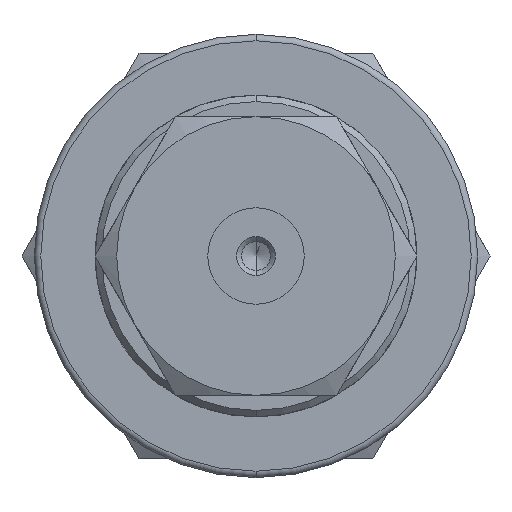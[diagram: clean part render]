
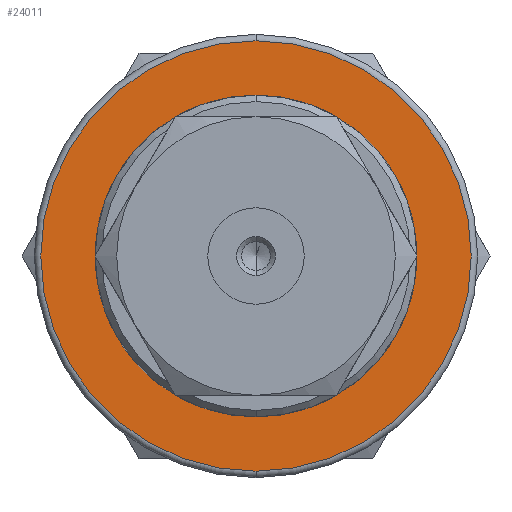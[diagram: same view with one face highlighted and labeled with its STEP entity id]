
A CAD part, left-side view. The second image highlights one B-rep face of the part: STEP entity #24011.
In plain terms, the highlighted planar face has unit normal (-1, 0, 0).
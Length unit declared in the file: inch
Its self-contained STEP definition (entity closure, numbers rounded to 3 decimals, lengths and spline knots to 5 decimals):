
#45 = ORIENTED_EDGE ( 'NONE', *, *, #10887, .T. ) ;
#480 = DIRECTION ( 'NONE',  ( 0., 0., -1. ) ) ;
#561 = CIRCLE ( 'NONE', #13323, 0.33449 ) ;
#649 = DIRECTION ( 'NONE',  ( 0., 1., 0. ) ) ;
#977 = CARTESIAN_POINT ( 'NONE',  ( -0.87874, -0.34449, -0.225 ) ) ;
#1991 = VERTEX_POINT ( 'NONE', #12440 ) ;
#2197 = VERTEX_POINT ( 'NONE', #15847 ) ;
#2388 = CARTESIAN_POINT ( 'NONE',  ( -0.87874, 0., 0. ) ) ;
#2416 = CARTESIAN_POINT ( 'NONE',  ( -0.87874, 0.10897, -0.225 ) ) ;
#2690 = CARTESIAN_POINT ( 'NONE',  ( -0.87874, -0.34449, 0.225 ) ) ;
#3488 = EDGE_CURVE ( 'NONE', #10474, #5008, #561, .T. ) ;
#4213 = CARTESIAN_POINT ( 'NONE',  ( -0.87874, 0., 0. ) ) ;
#4480 = DIRECTION ( 'NONE',  ( 0., 0., -1. ) ) ;
#4626 = LINE ( 'NONE', #2690, #18582 ) ;
#4893 = CARTESIAN_POINT ( 'NONE',  ( -0.87874, -0.10897, -0.225 ) ) ;
#4915 = ORIENTED_EDGE ( 'NONE', *, *, #3488, .F. ) ;
#5008 = VERTEX_POINT ( 'NONE', #16690 ) ;
#5221 = LINE ( 'NONE', #977, #5918 ) ;
#5846 = DIRECTION ( 'NONE',  ( 1., 0., 0. ) ) ;
#5918 = VECTOR ( 'NONE', #8814, 39.37008 ) ;
#5974 = CARTESIAN_POINT ( 'NONE',  ( -0.87874, 0., 0. ) ) ;
#6282 = AXIS2_PLACEMENT_3D ( 'NONE', #5974, #14382, #9981 ) ;
#7297 = AXIS2_PLACEMENT_3D ( 'NONE', #25281, #10288, #4480 ) ;
#8092 = FACE_OUTER_BOUND ( 'NONE', #17202, .T. ) ;
#8410 = ORIENTED_EDGE ( 'NONE', *, *, #10153, .T. ) ;
#8814 = DIRECTION ( 'NONE',  ( 0., 1., 0. ) ) ;
#9163 = ORIENTED_EDGE ( 'NONE', *, *, #16030, .F. ) ;
#9595 = EDGE_LOOP ( 'NONE', ( #12303, #18702, #45, #8410 ) ) ;
#9981 = DIRECTION ( 'NONE',  ( 0., 0., -1. ) ) ;
#10153 = EDGE_CURVE ( 'NONE', #11185, #23580, #5221, .T. ) ;
#10288 = DIRECTION ( 'NONE',  ( 1., 0., 0. ) ) ;
#10474 = VERTEX_POINT ( 'NONE', #19384 ) ;
#10887 = EDGE_CURVE ( 'NONE', #2197, #11185, #23077, .T. ) ;
#11185 = VERTEX_POINT ( 'NONE', #4893 ) ;
#12303 = ORIENTED_EDGE ( 'NONE', *, *, #18627, .T. ) ;
#12440 = CARTESIAN_POINT ( 'NONE',  ( -0.87874, 0.10897, 0.225 ) ) ;
#13323 = AXIS2_PLACEMENT_3D ( 'NONE', #2388, #17129, #480 ) ;
#14382 = DIRECTION ( 'NONE',  ( 1., 0., 0. ) ) ;
#14524 = DIRECTION ( 'NONE',  ( 0., 0., -1. ) ) ;
#14783 = AXIS2_PLACEMENT_3D ( 'NONE', #20453, #5846, #14524 ) ;
#15847 = CARTESIAN_POINT ( 'NONE',  ( -0.87874, -0.10897, 0.225 ) ) ;
#16030 = EDGE_CURVE ( 'NONE', #5008, #10474, #27070, .T. ) ;
#16488 = DIRECTION ( 'NONE',  ( 0., 0., -1. ) ) ;
#16690 = CARTESIAN_POINT ( 'NONE',  ( -0.87874, 0., 0.33449 ) ) ;
#17129 = DIRECTION ( 'NONE',  ( 1., 0., 0. ) ) ;
#17202 = EDGE_LOOP ( 'NONE', ( #4915, #9163 ) ) ;
#18582 = VECTOR ( 'NONE', #649, 39.37008 ) ;
#18627 = EDGE_CURVE ( 'NONE', #23580, #1991, #22105, .T. ) ;
#18702 = ORIENTED_EDGE ( 'NONE', *, *, #19064, .F. ) ;
#19064 = EDGE_CURVE ( 'NONE', #2197, #1991, #4626, .T. ) ;
#19384 = CARTESIAN_POINT ( 'NONE',  ( -0.87874, 0., -0.33449 ) ) ;
#20453 = CARTESIAN_POINT ( 'NONE',  ( -0.87874, 0., 0. ) ) ;
#20623 = DIRECTION ( 'NONE',  ( 1., 0., 0. ) ) ;
#21278 = FACE_BOUND ( 'NONE', #9595, .T. ) ;
#22105 = CIRCLE ( 'NONE', #6282, 0.25 ) ;
#23077 = CIRCLE ( 'NONE', #26584, 0.25 ) ;
#23580 = VERTEX_POINT ( 'NONE', #2416 ) ;
#24011 = ADVANCED_FACE ( 'NONE', ( #21278, #8092 ), #27212, .F. ) ;
#25281 = CARTESIAN_POINT ( 'NONE',  ( -0.87874, 0.33449, 0. ) ) ;
#26584 = AXIS2_PLACEMENT_3D ( 'NONE', #4213, #20623, #16488 ) ;
#27070 = CIRCLE ( 'NONE', #14783, 0.33449 ) ;
#27212 = PLANE ( 'NONE',  #7297 ) ;
